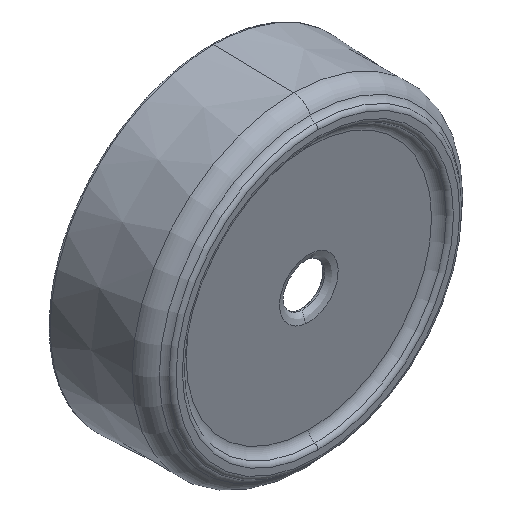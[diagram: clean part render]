
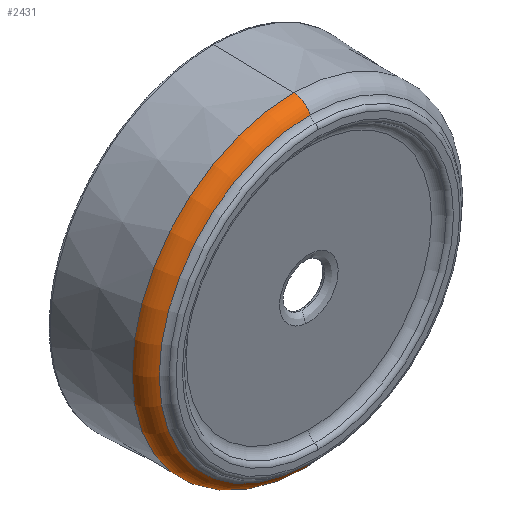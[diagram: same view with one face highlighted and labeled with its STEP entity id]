
A CAD part, isometric view. The second image highlights one B-rep face of the part: STEP entity #2431.
In plain terms, the highlighted toroidal (fillet/blend) face has major radius 157.947 mm and minor radius 20 mm.
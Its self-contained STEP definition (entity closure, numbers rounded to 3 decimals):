
#25 = DIRECTION ( 'NONE',  ( 0., -1., 0. ) ) ;
#181 = CARTESIAN_POINT ( 'NONE',  ( 0., 26.44, -177.942 ) ) ;
#358 = CIRCLE ( 'NONE', #1866, 177.942 ) ;
#436 = EDGE_CURVE ( 'NONE', #1949, #4107, #6178, .T. ) ;
#1011 = AXIS2_PLACEMENT_3D ( 'NONE', #5723, #25, #4335 ) ;
#1045 = VERTEX_POINT ( 'NONE', #181 ) ;
#1048 = CARTESIAN_POINT ( 'NONE',  ( 0., 26.894, 157.947 ) ) ;
#1347 = EDGE_CURVE ( 'NONE', #1045, #1949, #358, .T. ) ;
#1388 = DIRECTION ( 'NONE',  ( 0., 0., 1. ) ) ;
#1481 = ORIENTED_EDGE ( 'NONE', *, *, #436, .F. ) ;
#1519 = EDGE_CURVE ( 'NONE', #2024, #4107, #5856, .T. ) ;
#1664 = AXIS2_PLACEMENT_3D ( 'NONE', #4173, #4684, #2111 ) ;
#1866 = AXIS2_PLACEMENT_3D ( 'NONE', #4088, #6013, #1388 ) ;
#1949 = VERTEX_POINT ( 'NONE', #2504 ) ;
#2024 = VERTEX_POINT ( 'NONE', #6112 ) ;
#2111 = DIRECTION ( 'NONE',  ( 0., 0., 1. ) ) ;
#2200 = DIRECTION ( 'NONE',  ( 0., 1., 0. ) ) ;
#2260 = ORIENTED_EDGE ( 'NONE', *, *, #1347, .F. ) ;
#2431 = ADVANCED_FACE ( 'NONE', ( #4177 ), #5434, .T. ) ;
#2504 = CARTESIAN_POINT ( 'NONE',  ( 0., 26.44, 177.942 ) ) ;
#2609 = DIRECTION ( 'NONE',  ( 0., 0., -1. ) ) ;
#2928 = EDGE_CURVE ( 'NONE', #1045, #2024, #5542, .T. ) ;
#2956 = AXIS2_PLACEMENT_3D ( 'NONE', #4773, #2200, #5243 ) ;
#3115 = DIRECTION ( 'NONE',  ( 1., 0., 0. ) ) ;
#3545 = EDGE_LOOP ( 'NONE', ( #1481, #2260, #5463, #4385 ) ) ;
#4088 = CARTESIAN_POINT ( 'NONE',  ( 0., 26.44, 0. ) ) ;
#4107 = VERTEX_POINT ( 'NONE', #5634 ) ;
#4173 = CARTESIAN_POINT ( 'NONE',  ( 0., 26.894, -157.947 ) ) ;
#4177 = FACE_OUTER_BOUND ( 'NONE', #3545, .T. ) ;
#4335 = DIRECTION ( 'NONE',  ( 0., 0., -1. ) ) ;
#4385 = ORIENTED_EDGE ( 'NONE', *, *, #1519, .T. ) ;
#4684 = DIRECTION ( 'NONE',  ( -1., 0., 0. ) ) ;
#4773 = CARTESIAN_POINT ( 'NONE',  ( 0., 8.575, 0. ) ) ;
#5243 = DIRECTION ( 'NONE',  ( 0., 0., 1. ) ) ;
#5427 = AXIS2_PLACEMENT_3D ( 'NONE', #1048, #3115, #2609 ) ;
#5434 = TOROIDAL_SURFACE ( 'NONE', #1011, 157.947, 20. ) ;
#5463 = ORIENTED_EDGE ( 'NONE', *, *, #2928, .T. ) ;
#5542 = CIRCLE ( 'NONE', #1664, 20. ) ;
#5634 = CARTESIAN_POINT ( 'NONE',  ( 0., 8.575, 165.971 ) ) ;
#5723 = CARTESIAN_POINT ( 'NONE',  ( 0., 26.894, 0. ) ) ;
#5856 = CIRCLE ( 'NONE', #2956, 165.971 ) ;
#6013 = DIRECTION ( 'NONE',  ( 0., 1., 0. ) ) ;
#6112 = CARTESIAN_POINT ( 'NONE',  ( 0., 8.575, -165.971 ) ) ;
#6178 = CIRCLE ( 'NONE', #5427, 20. ) ;
